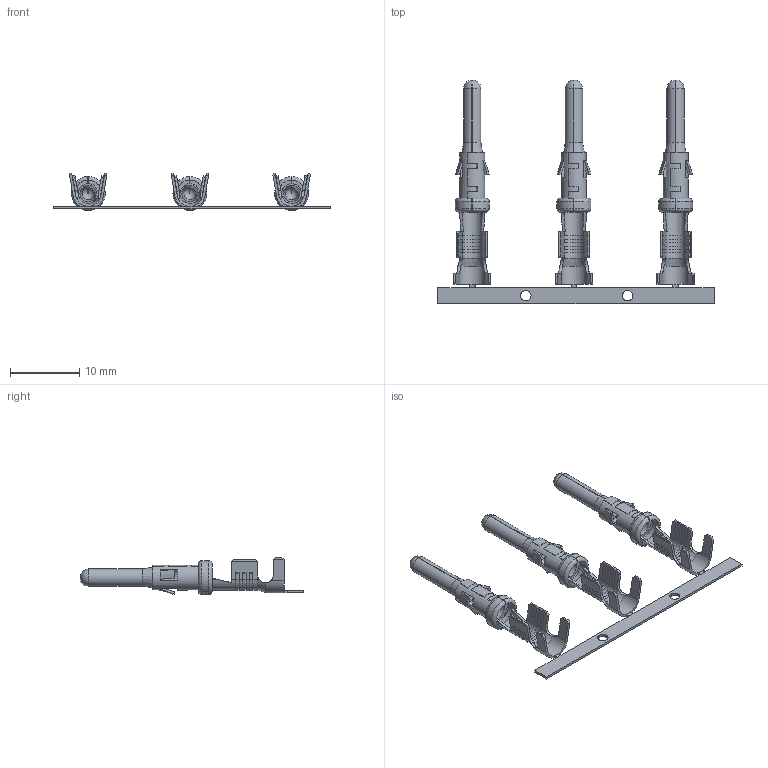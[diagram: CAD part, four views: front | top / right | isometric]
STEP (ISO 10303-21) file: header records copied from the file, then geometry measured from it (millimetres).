
FILE_DESCRIPTION(/* description */ (''),/* implementation_level */ '2;1');
FILE_NAME(/* name */ 'Q38_MC30G_2_5____l___prt_stp.stp',/* time_stamp */ '2024-03-20T16:14:37+08:00',/* author */ (''),/* organization */ (''),/* preprocessor_version */ 'ST-DEVELOPER v18.1',/* originating_system */ 'SIEMENS PLM Software NX 1980',/* authorisation */ '');
FILE_SCHEMA (('AUTOMOTIVE_DESIGN { 1 0 10303 214 3 1 1 1 }'));
Length unit declared in the file: millimetre
Products named in the file (1): Q38_MC30G_2_5____l___prt_stp
Bounding box: 40 x 32.38 x 5.35 mm (x, y, z)
Volume: 298.7 mm3; surface area: 1945.3 mm2
Topology: 2 solids, 4 shells, 566 faces, 1644 edges, 1080 vertices
Faces by surface type: plane 411, cylinder 92, cone 39, torus 12, sphere 6, bspline 6
Full cylindrical faces by diameter (mm): 1.5 x2
Entity records: 19709 total; most frequent: CARTESIAN_POINT 4726, ORIENTED_EDGE 3272, DIRECTION 3029, EDGE_CURVE 1636, VERTEX_POINT 1080, AXIS2_PLACEMENT_3D 1015, LINE 999, VECTOR 999
